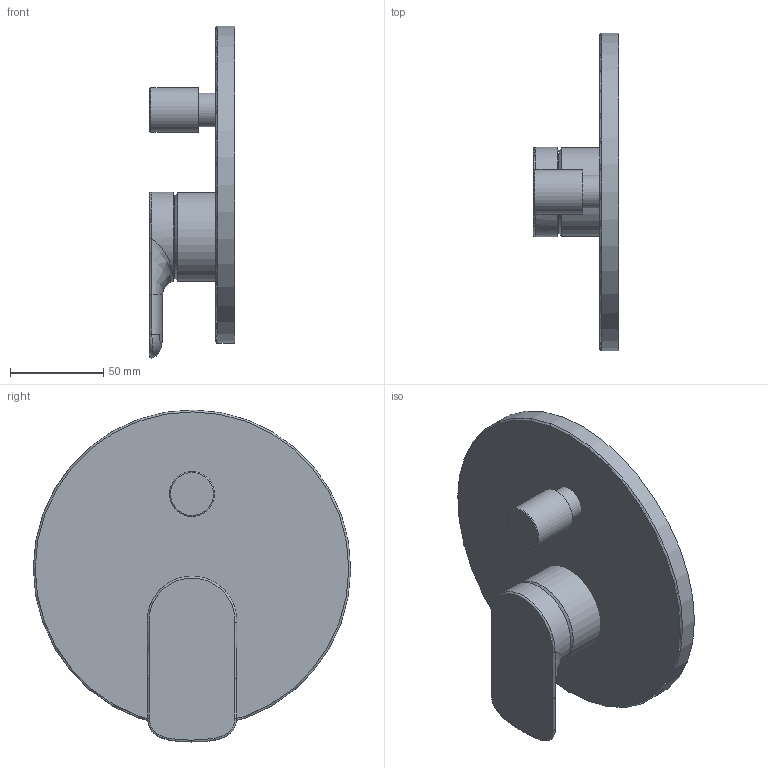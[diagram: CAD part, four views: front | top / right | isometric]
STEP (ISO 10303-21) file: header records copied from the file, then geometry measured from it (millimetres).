
FILE_DESCRIPTION(/* description */ (''),/* implementation_level */ '2;1');
FILE_NAME(/* name */ 'TVS10435300061_asm.step',/* time_stamp */ '2022-11-30T14:01:11+01:00',/* author */ (''),/* organization */ (''),/* preprocessor_version */ 'ST-DEVELOPER v19.2',/* originating_system */ 'Autodesk Translation Framework v11.17.0.187',/* authorisation */ '');
FILE_SCHEMA (('AUTOMOTIVE_DESIGN { 1 0 10303 214 3 1 1 }'));
Length unit declared in the file: millimetre
Products named in the file (46): (Nicht gespeichert); 80T02337M; 81TS0200G; 8XJS0200; 7SJ56266; 8SJBS000; 104F585HY; 81T34177; J10350KS00_ASM; J10350KS00-R01; 8YG00495; 8J39X25; 81T00495; 8EM5X4; 8ZG00495; 80JS0201G; 8J13X8X1; 8XJ102X45X35A; 8J245X21; 8J22X2A; 82JS0201_ASM; 82JS0201-R01_AF0; 82JS0201-R02; 8XJJS0201; 81JS0201; 8TH24182; 8SJJS0201; 81PJS0201; 83JS0201; A2BS0000_ASM; 86BS0000; 8XJBS003; 7MB02495_ASM; 80W02495; 80W24182; 80W02496; 80D24182; 80P35WHK2; 8EM5X5; 80N16494 ...
Assembly tree (63 placements, depth 3):
  (Nicht gespeichert)
    80T02337M
    81TS0200G  x2
    8J22X2A  x3
    8XJS0200  x2
    7SJ56266  x2
    8J171X24A  x8
    8SJBS000  x4
    104F585HY
    81T34177
    J10350KS00_ASM
      J10350KS00-R01
    8YG00495
    8J39X25
    81T00495
    8EM5X4
    8ZG00495
    80JS0201G
    8J13X8X1
    8XJ102X45X35A
    8J245X21
    82JS0201_ASM
      82JS0201-R01_AF0
      82JS0201-R02
    8XJJS0201
    81JS0201
    8TH24182
    8SJJS0201
    81PJS0201
    83JS0201
    A2BS0000_ASM
      86BS0000
      8XJBS003
    7MB02495_ASM
      80W02495
      80W24182
      80W02496
    80D24182
    80P35WHK2
    8EM5X5
    80N16494
    8J53X32
    8J215X2A
    8PM5X45  x4
    8BS40X112
    8BS25
Bounding box: 45.6 x 170 x 177.84 mm (x, y, z)
Volume: 299154.1 mm3; surface area: 79062.6 mm2
Topology: 5 solids, 6 shells, 46 faces, 95 edges, 60 vertices
Faces by surface type: plane 13, cylinder 13, bspline 12, cone 3, torus 3, sphere 2
Full cylindrical faces by diameter (mm): 18 x1, 24 x1, 39 x1, 41.85 x1, 45.6 x1, 47.5 x1, 48 x1, 170 x1
Entity records: 6541 total; most frequent: CARTESIAN_POINT 4192, DIRECTION 402, AXIS2_PLACEMENT_3D 190, ORIENTED_EDGE 189, PRODUCT_DEFINITION_SHAPE 109, EDGE_CURVE 95, DERIVED_UNIT_ELEMENT 82, PROPERTY_DEFINITION_REPRESENTATION 82
